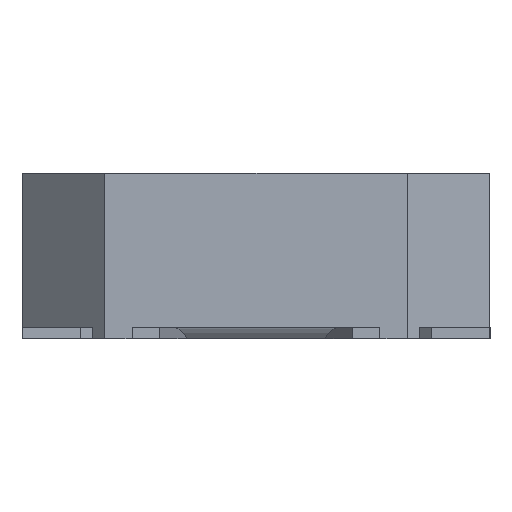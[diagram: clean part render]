
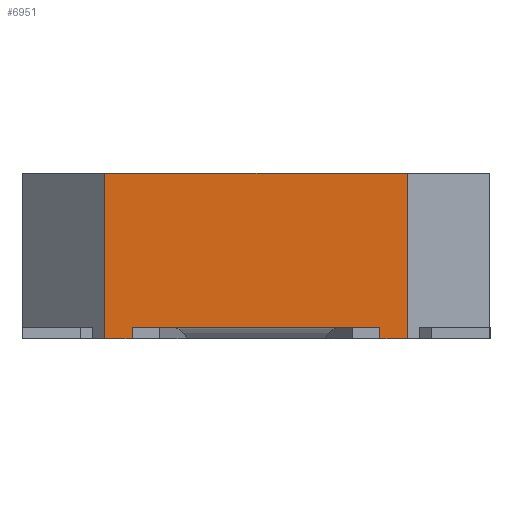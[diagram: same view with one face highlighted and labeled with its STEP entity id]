
A CAD part, front view. The second image highlights one B-rep face of the part: STEP entity #6951.
In plain terms, the highlighted planar face has unit normal (0, -1, 0).
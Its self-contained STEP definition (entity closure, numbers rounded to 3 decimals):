
#26 = VERTEX_POINT ( 'NONE', #631 ) ;
#63 = EDGE_CURVE ( 'NONE', #26, #7866, #8567, .T. ) ;
#107 = LINE ( 'NONE', #3828, #8631 ) ;
#186 = CARTESIAN_POINT ( 'NONE',  ( -25., -19.444, 3. ) ) ;
#511 = ORIENTED_EDGE ( 'NONE', *, *, #63, .F. ) ;
#575 = LINE ( 'NONE', #3443, #7833 ) ;
#631 = CARTESIAN_POINT ( 'NONE',  ( -18., -19.444, 3. ) ) ;
#818 = DIRECTION ( 'NONE',  ( -1., 0., 0. ) ) ;
#897 = EDGE_CURVE ( 'NONE', #6893, #2414, #5926, .T. ) ;
#1309 = AXIS2_PLACEMENT_3D ( 'NONE', #186, #9128, #1815 ) ;
#1582 = CARTESIAN_POINT ( 'NONE',  ( -25., -19.444, 0. ) ) ;
#1667 = CARTESIAN_POINT ( 'NONE',  ( -23., -19.444, 0.2 ) ) ;
#1713 = PLANE ( 'NONE',  #1309 ) ;
#1815 = DIRECTION ( 'NONE',  ( 0., 0., 1. ) ) ;
#1840 = CARTESIAN_POINT ( 'NONE',  ( -18., -19.444, 0. ) ) ;
#2020 = DIRECTION ( 'NONE',  ( 0., 0., -1. ) ) ;
#2035 = VECTOR ( 'NONE', #3925, 1000. ) ;
#2168 = CARTESIAN_POINT ( 'NONE',  ( -18., -19.444, 3. ) ) ;
#2414 = VERTEX_POINT ( 'NONE', #1667 ) ;
#2415 = EDGE_CURVE ( 'NONE', #6843, #7932, #7505, .T. ) ;
#2479 = CARTESIAN_POINT ( 'NONE',  ( -25., -19.444, 3. ) ) ;
#2537 = CARTESIAN_POINT ( 'NONE',  ( -23.5, -19.444, 3. ) ) ;
#3016 = CARTESIAN_POINT ( 'NONE',  ( -18.5, -19.444, 0. ) ) ;
#3037 = ORIENTED_EDGE ( 'NONE', *, *, #7534, .F. ) ;
#3109 = CARTESIAN_POINT ( 'NONE',  ( -18.5, -19.444, 0.2 ) ) ;
#3443 = CARTESIAN_POINT ( 'NONE',  ( -25., -19.444, 0. ) ) ;
#3509 = VECTOR ( 'NONE', #2020, 1000. ) ;
#3538 = EDGE_CURVE ( 'NONE', #2414, #6843, #107, .T. ) ;
#3828 = CARTESIAN_POINT ( 'NONE',  ( -23., -19.444, 3. ) ) ;
#3925 = DIRECTION ( 'NONE',  ( 0., 0., 1. ) ) ;
#4279 = EDGE_LOOP ( 'NONE', ( #4305, #7468, #7476, #511, #9252, #3037, #4617, #9120 ) ) ;
#4305 = ORIENTED_EDGE ( 'NONE', *, *, #897, .F. ) ;
#4586 = FACE_OUTER_BOUND ( 'NONE', #4279, .T. ) ;
#4617 = ORIENTED_EDGE ( 'NONE', *, *, #2415, .F. ) ;
#4634 = LINE ( 'NONE', #7555, #2035 ) ;
#4669 = DIRECTION ( 'NONE',  ( -1., 0., 0. ) ) ;
#5865 = VECTOR ( 'NONE', #8397, 1000. ) ;
#5868 = CARTESIAN_POINT ( 'NONE',  ( -23.5, -19.444, 3. ) ) ;
#5926 = LINE ( 'NONE', #8976, #8249 ) ;
#6264 = DIRECTION ( 'NONE',  ( -1., 0., 0. ) ) ;
#6583 = DIRECTION ( 'NONE',  ( 0., 0., 1. ) ) ;
#6628 = VECTOR ( 'NONE', #6583, 1000. ) ;
#6696 = CARTESIAN_POINT ( 'NONE',  ( -23., -19.444, 0. ) ) ;
#6828 = LINE ( 'NONE', #2479, #5865 ) ;
#6843 = VERTEX_POINT ( 'NONE', #6696 ) ;
#6893 = VERTEX_POINT ( 'NONE', #3109 ) ;
#6945 = VERTEX_POINT ( 'NONE', #2537 ) ;
#6951 = ADVANCED_FACE ( 'NONE', ( #4586 ), #1713, .F. ) ;
#7016 = LINE ( 'NONE', #5868, #6628 ) ;
#7468 = ORIENTED_EDGE ( 'NONE', *, *, #8186, .F. ) ;
#7476 = ORIENTED_EDGE ( 'NONE', *, *, #8253, .F. ) ;
#7505 = LINE ( 'NONE', #1582, #9076 ) ;
#7534 = EDGE_CURVE ( 'NONE', #7932, #6945, #7016, .T. ) ;
#7555 = CARTESIAN_POINT ( 'NONE',  ( -18.5, -19.444, 3. ) ) ;
#7833 = VECTOR ( 'NONE', #6264, 1000. ) ;
#7866 = VERTEX_POINT ( 'NONE', #1840 ) ;
#7932 = VERTEX_POINT ( 'NONE', #8087 ) ;
#8087 = CARTESIAN_POINT ( 'NONE',  ( -23.5, -19.444, 0. ) ) ;
#8186 = EDGE_CURVE ( 'NONE', #8383, #6893, #4634, .T. ) ;
#8249 = VECTOR ( 'NONE', #4669, 1000. ) ;
#8253 = EDGE_CURVE ( 'NONE', #7866, #8383, #575, .T. ) ;
#8383 = VERTEX_POINT ( 'NONE', #3016 ) ;
#8397 = DIRECTION ( 'NONE',  ( 1., 0., 0. ) ) ;
#8473 = EDGE_CURVE ( 'NONE', #6945, #26, #6828, .T. ) ;
#8567 = LINE ( 'NONE', #2168, #3509 ) ;
#8631 = VECTOR ( 'NONE', #8893, 1000. ) ;
#8893 = DIRECTION ( 'NONE',  ( 0., 0., -1. ) ) ;
#8976 = CARTESIAN_POINT ( 'NONE',  ( -25., -19.444, 0.2 ) ) ;
#9076 = VECTOR ( 'NONE', #818, 1000. ) ;
#9120 = ORIENTED_EDGE ( 'NONE', *, *, #3538, .F. ) ;
#9128 = DIRECTION ( 'NONE',  ( 0., 1., 0. ) ) ;
#9252 = ORIENTED_EDGE ( 'NONE', *, *, #8473, .F. ) ;
